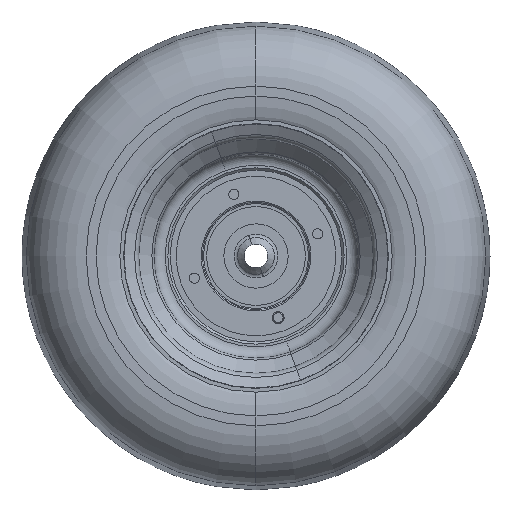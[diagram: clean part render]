
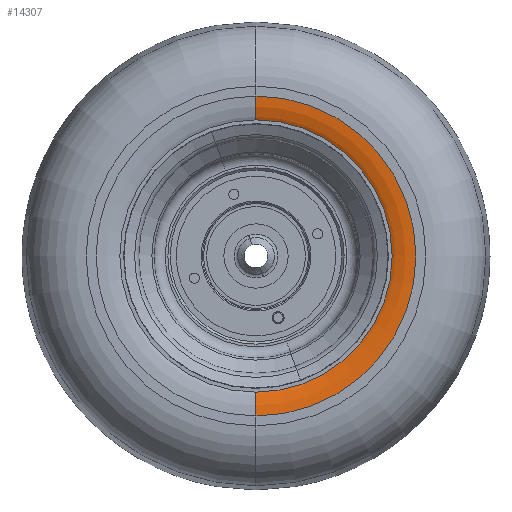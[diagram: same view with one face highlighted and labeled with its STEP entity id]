
A CAD part, left-side view. The second image highlights one B-rep face of the part: STEP entity #14307.
In plain terms, the highlighted toroidal (fillet/blend) face has major radius 134.515 mm and minor radius 50.8 mm.
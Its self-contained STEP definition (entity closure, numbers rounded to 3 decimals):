
#13964 = VERTEX_POINT('',#13965);
#13965 = CARTESIAN_POINT('',(244.178,85.,
    346.762));
#13978 = CONICAL_SURFACE('',#13979,134.262,1.566);
#13979 = AXIS2_PLACEMENT_3D('',#13980,#13981,#13982);
#13980 = CARTESIAN_POINT('',(244.178,85.,212.5));
#13981 = DIRECTION('',(-1.,0.,0.));
#13982 = DIRECTION('',(0.,0.,1.));
#13990 = VERTEX_POINT('',#13991);
#13991 = CARTESIAN_POINT('',(244.178,85.,
    78.238));
#14028 = TOROIDAL_SURFACE('',#14029,134.515,50.8);
#14029 = AXIS2_PLACEMENT_3D('',#14030,#14031,#14032);
#14030 = CARTESIAN_POINT('',(294.978,85.,212.5));
#14031 = DIRECTION('',(1.,0.,0.));
#14032 = DIRECTION('',(0.,0.,-1.));
#14152 = EDGE_CURVE('',#13964,#13990,#14153,.T.);
#14153 = SURFACE_CURVE('',#14154,(#14159,#14188),.PCURVE_S1.);
#14154 = CIRCLE('',#14155,134.262);
#14155 = AXIS2_PLACEMENT_3D('',#14156,#14157,#14158);
#14156 = CARTESIAN_POINT('',(244.178,85.,212.5));
#14157 = DIRECTION('',(1.,0.,0.));
#14158 = DIRECTION('',(0.,0.,-1.));
#14159 = PCURVE('',#13978,#14160);
#14160 = DEFINITIONAL_REPRESENTATION('',(#14161),#14187);
#14161 = B_SPLINE_CURVE_WITH_KNOTS('',3,(#14162,#14163,#14164,#14165,
    #14166,#14167,#14168,#14169,#14170,#14171,#14172,#14173,#14174,
    #14175,#14176,#14177,#14178,#14179,#14180,#14181,#14182,#14183,
    #14184,#14185,#14186),.UNSPECIFIED.,.F.,.F.,(4,1,1,1,1,1,1,1,1,1,1,1
    ,1,1,1,1,1,1,1,1,1,1,4),(3.142,3.284,3.427
    ,3.57,3.713,3.856,3.998,
    4.141,4.284,4.427,4.57,
    4.712,4.855,4.998,5.141,
    5.284,5.426,5.569,5.712,
    5.855,5.998,6.14,6.283),
  .UNSPECIFIED.);
#14162 = CARTESIAN_POINT('',(6.283,0.));
#14163 = CARTESIAN_POINT('',(6.236,0.));
#14164 = CARTESIAN_POINT('',(6.14,0.));
#14165 = CARTESIAN_POINT('',(5.998,0.));
#14166 = CARTESIAN_POINT('',(5.855,0.));
#14167 = CARTESIAN_POINT('',(5.712,0.));
#14168 = CARTESIAN_POINT('',(5.569,0.));
#14169 = CARTESIAN_POINT('',(5.426,0.));
#14170 = CARTESIAN_POINT('',(5.284,0.));
#14171 = CARTESIAN_POINT('',(5.141,0.));
#14172 = CARTESIAN_POINT('',(4.998,0.));
#14173 = CARTESIAN_POINT('',(4.855,0.));
#14174 = CARTESIAN_POINT('',(4.712,0.));
#14175 = CARTESIAN_POINT('',(4.57,0.));
#14176 = CARTESIAN_POINT('',(4.427,0.));
#14177 = CARTESIAN_POINT('',(4.284,0.));
#14178 = CARTESIAN_POINT('',(4.141,0.));
#14179 = CARTESIAN_POINT('',(3.998,0.));
#14180 = CARTESIAN_POINT('',(3.856,0.));
#14181 = CARTESIAN_POINT('',(3.713,0.));
#14182 = CARTESIAN_POINT('',(3.57,0.));
#14183 = CARTESIAN_POINT('',(3.427,0.));
#14184 = CARTESIAN_POINT('',(3.284,0.));
#14185 = CARTESIAN_POINT('',(3.189,0.));
#14186 = CARTESIAN_POINT('',(3.142,0.));
#14187 = ( GEOMETRIC_REPRESENTATION_CONTEXT(2) 
PARAMETRIC_REPRESENTATION_CONTEXT() REPRESENTATION_CONTEXT('2D SPACE',''
  ) );
#14188 = PCURVE('',#14189,#14194);
#14189 = TOROIDAL_SURFACE('',#14190,134.515,50.8);
#14190 = AXIS2_PLACEMENT_3D('',#14191,#14192,#14193);
#14191 = CARTESIAN_POINT('',(294.978,85.,212.5));
#14192 = DIRECTION('',(1.,0.,0.));
#14193 = DIRECTION('',(0.,0.,-1.));
#14194 = DEFINITIONAL_REPRESENTATION('',(#14195),#14221);
#14195 = B_SPLINE_CURVE_WITH_KNOTS('',3,(#14196,#14197,#14198,#14199,
    #14200,#14201,#14202,#14203,#14204,#14205,#14206,#14207,#14208,
    #14209,#14210,#14211,#14212,#14213,#14214,#14215,#14216,#14217,
    #14218,#14219,#14220),.UNSPECIFIED.,.F.,.F.,(4,1,1,1,1,1,1,1,1,1,1,1
    ,1,1,1,1,1,1,1,1,1,1,4),(3.142,3.284,3.427
    ,3.57,3.713,3.856,3.998,
    4.141,4.284,4.427,4.57,
    4.712,4.855,4.998,5.141,
    5.284,5.426,5.569,5.712,
    5.855,5.998,6.14,6.283),
  .UNSPECIFIED.);
#14196 = CARTESIAN_POINT('',(3.142,4.707));
#14197 = CARTESIAN_POINT('',(3.189,4.707));
#14198 = CARTESIAN_POINT('',(3.284,4.707));
#14199 = CARTESIAN_POINT('',(3.427,4.707));
#14200 = CARTESIAN_POINT('',(3.57,4.707));
#14201 = CARTESIAN_POINT('',(3.713,4.707));
#14202 = CARTESIAN_POINT('',(3.856,4.707));
#14203 = CARTESIAN_POINT('',(3.998,4.707));
#14204 = CARTESIAN_POINT('',(4.141,4.707));
#14205 = CARTESIAN_POINT('',(4.284,4.707));
#14206 = CARTESIAN_POINT('',(4.427,4.707));
#14207 = CARTESIAN_POINT('',(4.57,4.707));
#14208 = CARTESIAN_POINT('',(4.712,4.707));
#14209 = CARTESIAN_POINT('',(4.855,4.707));
#14210 = CARTESIAN_POINT('',(4.998,4.707));
#14211 = CARTESIAN_POINT('',(5.141,4.707));
#14212 = CARTESIAN_POINT('',(5.284,4.707));
#14213 = CARTESIAN_POINT('',(5.426,4.707));
#14214 = CARTESIAN_POINT('',(5.569,4.707));
#14215 = CARTESIAN_POINT('',(5.712,4.707));
#14216 = CARTESIAN_POINT('',(5.855,4.707));
#14217 = CARTESIAN_POINT('',(5.998,4.707));
#14218 = CARTESIAN_POINT('',(6.14,4.707));
#14219 = CARTESIAN_POINT('',(6.236,4.707));
#14220 = CARTESIAN_POINT('',(6.283,4.707));
#14221 = ( GEOMETRIC_REPRESENTATION_CONTEXT(2) 
PARAMETRIC_REPRESENTATION_CONTEXT() REPRESENTATION_CONTEXT('2D SPACE',''
  ) );
#14227 = VERTEX_POINT('',#14228);
#14228 = CARTESIAN_POINT('',(251.111,85.,
    103.604));
#14229 = VERTEX_POINT('',#14230);
#14230 = CARTESIAN_POINT('',(251.111,85.,
    321.396));
#14267 = EDGE_CURVE('',#14229,#13964,#14268,.T.);
#14268 = SURFACE_CURVE('',#14269,(#14274,#14280),.PCURVE_S1.);
#14269 = CIRCLE('',#14270,50.8);
#14270 = AXIS2_PLACEMENT_3D('',#14271,#14272,#14273);
#14271 = CARTESIAN_POINT('',(294.978,85.,
    347.015));
#14272 = DIRECTION('',(0.,1.,0.));
#14273 = DIRECTION('',(0.,0.,1.));
#14274 = PCURVE('',#14028,#14275);
#14275 = DEFINITIONAL_REPRESENTATION('',(#14276),#14279);
#14276 = B_SPLINE_CURVE_WITH_KNOTS('',1,(#14277,#14278),.UNSPECIFIED.,
  .F.,.F.,(2,2),(4.184,4.707),
  .PIECEWISE_BEZIER_KNOTS.);
#14277 = CARTESIAN_POINT('',(3.142,4.184));
#14278 = CARTESIAN_POINT('',(3.142,4.707));
#14279 = ( GEOMETRIC_REPRESENTATION_CONTEXT(2) 
PARAMETRIC_REPRESENTATION_CONTEXT() REPRESENTATION_CONTEXT('2D SPACE',''
  ) );
#14280 = PCURVE('',#14189,#14281);
#14281 = DEFINITIONAL_REPRESENTATION('',(#14282),#14285);
#14282 = B_SPLINE_CURVE_WITH_KNOTS('',1,(#14283,#14284),.UNSPECIFIED.,
  .F.,.F.,(2,2),(4.184,4.707),
  .PIECEWISE_BEZIER_KNOTS.);
#14283 = CARTESIAN_POINT('',(3.142,4.184));
#14284 = CARTESIAN_POINT('',(3.142,4.707));
#14285 = ( GEOMETRIC_REPRESENTATION_CONTEXT(2) 
PARAMETRIC_REPRESENTATION_CONTEXT() REPRESENTATION_CONTEXT('2D SPACE',''
  ) );
#14288 = EDGE_CURVE('',#14227,#13990,#14289,.T.);
#14289 = SURFACE_CURVE('',#14290,(#14295,#14301),.PCURVE_S1.);
#14290 = CIRCLE('',#14291,50.8);
#14291 = AXIS2_PLACEMENT_3D('',#14292,#14293,#14294);
#14292 = CARTESIAN_POINT('',(294.978,85.,
    77.985));
#14293 = DIRECTION('',(0.,-1.,0.));
#14294 = DIRECTION('',(0.,0.,-1.));
#14295 = PCURVE('',#14028,#14296);
#14296 = DEFINITIONAL_REPRESENTATION('',(#14297),#14300);
#14297 = B_SPLINE_CURVE_WITH_KNOTS('',1,(#14298,#14299),.UNSPECIFIED.,
  .F.,.F.,(2,2),(4.184,4.707),
  .PIECEWISE_BEZIER_KNOTS.);
#14298 = CARTESIAN_POINT('',(0.,4.184));
#14299 = CARTESIAN_POINT('',(0.,4.707));
#14300 = ( GEOMETRIC_REPRESENTATION_CONTEXT(2) 
PARAMETRIC_REPRESENTATION_CONTEXT() REPRESENTATION_CONTEXT('2D SPACE',''
  ) );
#14301 = PCURVE('',#14189,#14302);
#14302 = DEFINITIONAL_REPRESENTATION('',(#14303),#14306);
#14303 = B_SPLINE_CURVE_WITH_KNOTS('',1,(#14304,#14305),.UNSPECIFIED.,
  .F.,.F.,(2,2),(4.184,4.707),
  .PIECEWISE_BEZIER_KNOTS.);
#14304 = CARTESIAN_POINT('',(6.283,4.184));
#14305 = CARTESIAN_POINT('',(6.283,4.707));
#14306 = ( GEOMETRIC_REPRESENTATION_CONTEXT(2) 
PARAMETRIC_REPRESENTATION_CONTEXT() REPRESENTATION_CONTEXT('2D SPACE',''
  ) );
#14307 = ADVANCED_FACE('',(#14308),#14189,.T.);
#14308 = FACE_BOUND('',#14309,.T.);
#14309 = EDGE_LOOP('',(#14310,#14311,#14325,#14326));
#14310 = ORIENTED_EDGE('',*,*,#14267,.F.);
#14311 = ORIENTED_EDGE('',*,*,#14312,.T.);
#14312 = EDGE_CURVE('',#14229,#14227,#14313,.T.);
#14313 = SURFACE_CURVE('',#14314,(#14319),.PCURVE_S1.);
#14314 = CIRCLE('',#14315,108.896);
#14315 = AXIS2_PLACEMENT_3D('',#14316,#14317,#14318);
#14316 = CARTESIAN_POINT('',(251.111,85.,212.5));
#14317 = DIRECTION('',(1.,0.,0.));
#14318 = DIRECTION('',(0.,0.,-1.));
#14319 = PCURVE('',#14189,#14320);
#14320 = DEFINITIONAL_REPRESENTATION('',(#14321),#14324);
#14321 = B_SPLINE_CURVE_WITH_KNOTS('',1,(#14322,#14323),.UNSPECIFIED.,
  .F.,.F.,(2,2),(3.142,6.283),.PIECEWISE_BEZIER_KNOTS.);
#14322 = CARTESIAN_POINT('',(3.142,4.184));
#14323 = CARTESIAN_POINT('',(6.283,4.184));
#14324 = ( GEOMETRIC_REPRESENTATION_CONTEXT(2) 
PARAMETRIC_REPRESENTATION_CONTEXT() REPRESENTATION_CONTEXT('2D SPACE',''
  ) );
#14325 = ORIENTED_EDGE('',*,*,#14288,.T.);
#14326 = ORIENTED_EDGE('',*,*,#14152,.F.);
